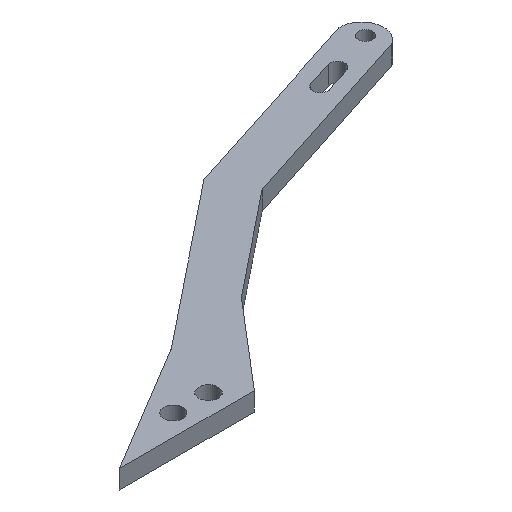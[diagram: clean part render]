
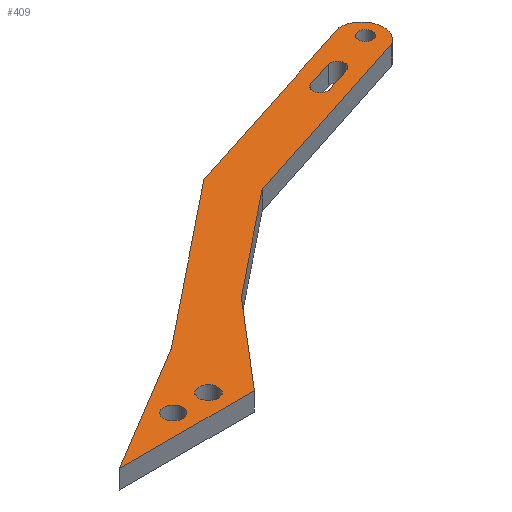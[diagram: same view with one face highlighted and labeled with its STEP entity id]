
A CAD part, isometric view. The second image highlights one B-rep face of the part: STEP entity #409.
In plain terms, the highlighted planar face has unit normal (0, 0, 1).
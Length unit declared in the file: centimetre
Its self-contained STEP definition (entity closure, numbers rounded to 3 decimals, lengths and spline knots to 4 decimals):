
#104=CIRCLE('',#416,0.3732);
#106=CIRCLE('',#422,0.125);
#108=CIRCLE('',#425,0.165);
#110=CIRCLE('',#428,0.165);
#112=CIRCLE('',#431,0.125);
#114=CIRCLE('',#435,0.125);
#122=VERTEX_POINT('',#519);
#123=VERTEX_POINT('',#520);
#126=VERTEX_POINT('',#528);
#128=VERTEX_POINT('',#534);
#130=VERTEX_POINT('',#540);
#132=VERTEX_POINT('',#546);
#134=VERTEX_POINT('',#552);
#136=VERTEX_POINT('',#558);
#138=VERTEX_POINT('',#567);
#140=VERTEX_POINT('',#572);
#142=VERTEX_POINT('',#577);
#144=VERTEX_POINT('',#582);
#145=VERTEX_POINT('',#583);
#148=VERTEX_POINT('',#591);
#150=VERTEX_POINT('',#597);
#152=VECTOR('',#441,1.);
#156=VECTOR('',#446,1.);
#159=VECTOR('',#450,1.);
#162=VECTOR('',#454,1.);
#166=VECTOR('',#465,1.);
#169=VECTOR('',#469,1.);
#172=VECTOR('',#473,1.);
#176=VECTOR('',#502,1.);
#180=VECTOR('',#513,1.);
#182=LINE('',#518,#152);
#186=LINE('',#527,#156);
#189=LINE('',#533,#159);
#192=LINE('',#539,#162);
#196=LINE('',#551,#166);
#199=LINE('',#557,#169);
#202=LINE('',#563,#172);
#206=LINE('',#590,#176);
#210=LINE('',#602,#180);
#212=EDGE_CURVE('',#122,#123,#182,.T.);
#216=EDGE_CURVE('',#123,#126,#186,.T.);
#219=EDGE_CURVE('',#126,#128,#189,.T.);
#222=EDGE_CURVE('',#128,#130,#192,.T.);
#225=EDGE_CURVE('',#130,#132,#104,.T.);
#228=EDGE_CURVE('',#132,#134,#196,.T.);
#231=EDGE_CURVE('',#134,#136,#199,.T.);
#234=EDGE_CURVE('',#136,#122,#202,.T.);
#236=EDGE_CURVE('',#138,#138,#106,.T.);
#238=EDGE_CURVE('',#140,#140,#108,.T.);
#240=EDGE_CURVE('',#142,#142,#110,.T.);
#242=EDGE_CURVE('',#144,#145,#112,.T.);
#246=EDGE_CURVE('',#145,#148,#206,.T.);
#249=EDGE_CURVE('',#148,#150,#114,.T.);
#252=EDGE_CURVE('',#150,#144,#210,.T.);
#308=ORIENTED_EDGE('',*,*,#242,.F.);
#309=ORIENTED_EDGE('',*,*,#252,.F.);
#310=ORIENTED_EDGE('',*,*,#249,.F.);
#311=ORIENTED_EDGE('',*,*,#246,.F.);
#312=ORIENTED_EDGE('',*,*,#240,.F.);
#313=ORIENTED_EDGE('',*,*,#238,.F.);
#314=ORIENTED_EDGE('',*,*,#236,.F.);
#315=ORIENTED_EDGE('',*,*,#212,.F.);
#316=ORIENTED_EDGE('',*,*,#234,.F.);
#317=ORIENTED_EDGE('',*,*,#231,.F.);
#318=ORIENTED_EDGE('',*,*,#228,.F.);
#319=ORIENTED_EDGE('',*,*,#225,.F.);
#320=ORIENTED_EDGE('',*,*,#222,.F.);
#321=ORIENTED_EDGE('',*,*,#219,.F.);
#322=ORIENTED_EDGE('',*,*,#216,.F.);
#356=EDGE_LOOP('',(#308,#309,#310,#311));
#357=EDGE_LOOP('',(#312));
#358=EDGE_LOOP('',(#313));
#359=EDGE_LOOP('',(#314));
#360=EDGE_LOOP('',(#315,#316,#317,#318,#319,#320,#321,#322));
#384=FACE_BOUND('',#356,.T.);
#385=FACE_BOUND('',#357,.T.);
#386=FACE_BOUND('',#358,.T.);
#387=FACE_BOUND('',#359,.T.);
#388=FACE_BOUND('',#360,.T.);
#409=ADVANCED_FACE('',(#384,#385,#386,#387,#388),#615,.T.);
#416=AXIS2_PLACEMENT_3D('',#545,#459,#460);
#422=AXIS2_PLACEMENT_3D('',#566,#477,#478);
#425=AXIS2_PLACEMENT_3D('',#571,#483,#484);
#428=AXIS2_PLACEMENT_3D('',#576,#489,#490);
#431=AXIS2_PLACEMENT_3D('',#581,#495,#496);
#435=AXIS2_PLACEMENT_3D('',#596,#507,#508);
#438=AXIS2_PLACEMENT_3D('',#604,#515,$);
#441=DIRECTION('',(-1.,0.,0.));
#446=DIRECTION('',(0.857,0.514,0.));
#450=DIRECTION('',(0.781,0.625,0.));
#454=DIRECTION('',(0.952,0.306,0.));
#459=DIRECTION('',(0.,0.,-1.));
#460=DIRECTION('',(0.373,0.,0.));
#465=DIRECTION('',(-0.952,-0.306,0.));
#469=DIRECTION('',(-0.781,-0.625,0.));
#473=DIRECTION('',(-0.648,-0.761,0.));
#477=DIRECTION('',(0.,0.,1.));
#478=DIRECTION('',(0.125,0.,0.));
#483=DIRECTION('',(0.,0.,1.));
#484=DIRECTION('',(0.165,0.,0.));
#489=DIRECTION('',(0.,0.,1.));
#490=DIRECTION('',(0.165,0.,0.));
#495=DIRECTION('',(0.,0.,1.));
#496=DIRECTION('',(0.125,0.,0.));
#502=DIRECTION('',(0.952,0.306,0.));
#507=DIRECTION('',(0.,0.,1.));
#508=DIRECTION('',(0.125,0.,0.));
#513=DIRECTION('',(-0.952,-0.306,0.));
#515=DIRECTION('',(0.,0.,1.));
#518=CARTESIAN_POINT('',(-8.9634,-4.4447,0.3175));
#519=CARTESIAN_POINT('',(-6.6634,-4.4447,0.3175));
#520=CARTESIAN_POINT('',(-8.9634,-4.4447,0.3175));
#527=CARTESIAN_POINT('',(-6.7468,-3.1147,0.3175));
#528=CARTESIAN_POINT('',(-6.7468,-3.1147,0.3175));
#533=CARTESIAN_POINT('',(-3.9808,-0.9031,0.3175));
#534=CARTESIAN_POINT('',(-3.9808,-0.9031,0.3175));
#539=CARTESIAN_POINT('',(-0.5869,0.1893,0.3175));
#540=CARTESIAN_POINT('',(-0.5869,0.1893,0.3175));
#545=CARTESIAN_POINT('',(-0.5727,-0.1836,0.3175));
#546=CARTESIAN_POINT('',(-0.3711,-0.4976,0.3175));
#551=CARTESIAN_POINT('',(-3.6344,-1.548,0.3175));
#552=CARTESIAN_POINT('',(-3.6344,-1.548,0.3175));
#557=CARTESIAN_POINT('',(-5.3965,-2.9569,0.3175));
#558=CARTESIAN_POINT('',(-5.3965,-2.9569,0.3175));
#563=CARTESIAN_POINT('',(-6.6634,-4.4447,0.3175));
#566=CARTESIAN_POINT('',(-0.476,-0.1532,0.3175));
#567=CARTESIAN_POINT('',(-0.351,-0.1532,0.3175));
#571=CARTESIAN_POINT('',(-7.0834,-4.0847,0.3175));
#572=CARTESIAN_POINT('',(-6.9184,-4.0847,0.3175));
#576=CARTESIAN_POINT('',(-7.6834,-4.0847,0.3175));
#577=CARTESIAN_POINT('',(-7.5184,-4.0847,0.3175));
#581=CARTESIAN_POINT('',(-1.6182,-0.5209,0.3175));
#582=CARTESIAN_POINT('',(-1.6565,-0.4019,0.3175));
#583=CARTESIAN_POINT('',(-1.5799,-0.6398,0.3175));
#590=CARTESIAN_POINT('',(-1.1453,-0.4999,0.3175));
#591=CARTESIAN_POINT('',(-1.1453,-0.4999,0.3175));
#596=CARTESIAN_POINT('',(-1.1836,-0.381,0.3175));
#597=CARTESIAN_POINT('',(-1.2219,-0.262,0.3175));
#602=CARTESIAN_POINT('',(-1.6565,-0.4019,0.3175));
#604=CARTESIAN_POINT('',(-4.5898,-2.1503,0.3175));
#615=PLANE('',#438);
